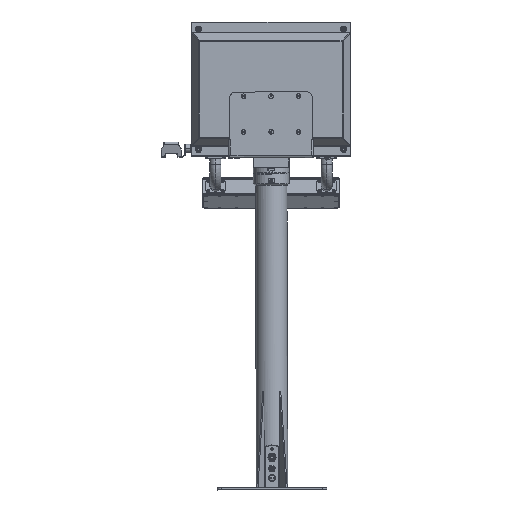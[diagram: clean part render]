
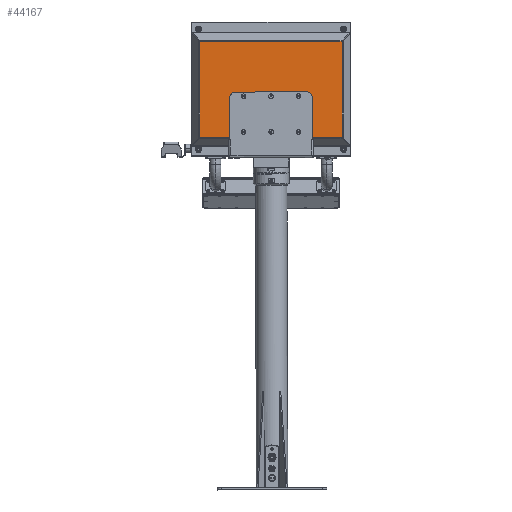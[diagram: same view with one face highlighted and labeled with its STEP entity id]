
A CAD part, top view. The second image highlights one B-rep face of the part: STEP entity #44167.
In plain terms, the highlighted planar face has unit normal (0, 0, 1).
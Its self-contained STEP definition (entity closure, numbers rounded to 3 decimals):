
#2211=DIRECTION('',(1.,0.,0.));
#2212=VECTOR('',#2211,112.117);
#2213=CARTESIAN_POINT('',(146.377,-180.365,191.1));
#2214=LINE('',#2213,#2212);
#2273=DIRECTION('',(1.,0.,0.));
#2274=VECTOR('',#2273,109.871);
#2275=CARTESIAN_POINT('',(-258.495,-180.365,
191.1));
#2276=LINE('',#2275,#2274);
#2292=DIRECTION('',(1.,0.002,0.));
#2293=VECTOR('',#2292,3.);
#2294=CARTESIAN_POINT('',(146.377,-180.138,191.1));
#2295=LINE('',#2294,#2293);
#2296=DIRECTION('',(-0.002,1.,0.));
#2297=VECTOR('',#2296,145.);
#2298=CARTESIAN_POINT('',(149.377,-180.13,191.1));
#2299=LINE('',#2298,#2297);
#2300=CARTESIAN_POINT('',(129.014,-35.181,191.1));
#2301=DIRECTION('',(0.,0.,1.));
#2302=DIRECTION('',(1.,0.002,0.));
#2303=AXIS2_PLACEMENT_3D('',#2300,#2301,#2302);
#2305=DIRECTION('',(-1.,-0.002,0.));
#2306=VECTOR('',#2305,258.);
#2307=CARTESIAN_POINT('',(128.964,-15.181,191.1));
#2308=LINE('',#2307,#2306);
#2309=CARTESIAN_POINT('',(-128.985,-35.826,
191.1));
#2310=DIRECTION('',(0.,0.,1.));
#2311=DIRECTION('',(-0.002,1.,0.));
#2312=AXIS2_PLACEMENT_3D('',#2309,#2310,#2311);
#2314=DIRECTION('',(0.002,-1.,0.));
#2315=VECTOR('',#2314,144.49);
#2316=CARTESIAN_POINT('',(-148.985,-35.876,
191.1));
#2317=LINE('',#2316,#2315);
#2318=CARTESIAN_POINT('',(-260.73,-181.484,
191.1));
#2319=DIRECTION('',(0.,0.,1.));
#2320=DIRECTION('',(0.894,0.447,0.));
#2321=AXIS2_PLACEMENT_3D('',#2318,#2319,#2320);
#2323=CARTESIAN_POINT('',(-260.73,-181.484,
191.1));
#2324=DIRECTION('',(0.,0.,1.));
#2325=DIRECTION('',(0.707,0.707,0.));
#2326=AXIS2_PLACEMENT_3D('',#2323,#2324,#2325);
#2328=CARTESIAN_POINT('',(-260.73,171.977,191.1));
#2329=DIRECTION('',(0.,0.,1.));
#2330=DIRECTION('',(0.447,-0.894,0.));
#2331=AXIS2_PLACEMENT_3D('',#2328,#2329,#2330);
#2333=CARTESIAN_POINT('',(-260.73,171.977,191.1));
#2334=DIRECTION('',(0.,0.,1.));
#2335=DIRECTION('',(0.707,-0.707,0.));
#2336=AXIS2_PLACEMENT_3D('',#2333,#2334,#2335);
#2338=CARTESIAN_POINT('',(260.73,171.977,191.1));
#2339=DIRECTION('',(0.,0.,1.));
#2340=DIRECTION('',(-0.894,-0.447,0.));
#2341=AXIS2_PLACEMENT_3D('',#2338,#2339,#2340);
#2343=CARTESIAN_POINT('',(260.73,171.977,191.1));
#2344=DIRECTION('',(0.,0.,1.));
#2345=DIRECTION('',(-0.707,-0.707,0.));
#2346=AXIS2_PLACEMENT_3D('',#2343,#2344,#2345);
#2348=CARTESIAN_POINT('',(260.73,-181.484,191.1));
#2349=DIRECTION('',(0.,0.,1.));
#2350=DIRECTION('',(-0.447,0.894,0.));
#2351=AXIS2_PLACEMENT_3D('',#2348,#2349,#2350);
#2353=CARTESIAN_POINT('',(260.73,-181.484,191.1));
#2354=DIRECTION('',(0.,0.,1.));
#2355=DIRECTION('',(-0.707,0.707,0.));
#2356=AXIS2_PLACEMENT_3D('',#2353,#2354,#2355);
#2374=DIRECTION('',(0.002,-1.,0.));
#2375=VECTOR('',#2374,0.227);
#2376=CARTESIAN_POINT('',(146.377,-180.138,191.1));
#2377=LINE('',#2376,#2375);
#11190=CARTESIAN_POINT('',(258.495,170.859,191.1));
#11192=DIRECTION('',(-1.,0.,0.));
#11193=VECTOR('',#11192,516.99);
#11194=CARTESIAN_POINT('',(258.495,170.859,191.1));
#11195=LINE('',#11194,#11193);
#11328=DIRECTION('',(0.,-1.,0.));
#11329=VECTOR('',#11328,348.99);
#11330=CARTESIAN_POINT('',(-259.612,169.742,
191.1));
#11331=LINE('',#11330,#11329);
#20434=DIRECTION('',(0.,1.,0.));
#20435=VECTOR('',#20434,348.99);
#20436=CARTESIAN_POINT('',(259.612,-179.248,
191.1));
#20437=LINE('',#20436,#20435);
#38807=VERTEX_POINT('',#11190);
#38808=CARTESIAN_POINT('',(-258.495,170.859,
191.1));
#38809=VERTEX_POINT('',#38808);
#38812=CARTESIAN_POINT('',(-258.963,170.21,
191.1));
#38813=VERTEX_POINT('',#38812);
#38816=CARTESIAN_POINT('',(146.377,-180.138,
191.1));
#38817=CARTESIAN_POINT('',(149.377,-180.13,
191.1));
#38818=VERTEX_POINT('',#38816);
#38819=VERTEX_POINT('',#38817);
#38820=CARTESIAN_POINT('',(149.014,-35.131,
191.1));
#38821=VERTEX_POINT('',#38820);
#38822=CARTESIAN_POINT('',(128.964,-15.181,
191.1));
#38823=VERTEX_POINT('',#38822);
#38824=CARTESIAN_POINT('',(-129.035,-15.826,
191.1));
#38825=VERTEX_POINT('',#38824);
#38826=CARTESIAN_POINT('',(-148.985,-35.876,
191.1));
#38827=VERTEX_POINT('',#38826);
#38828=CARTESIAN_POINT('',(-148.624,-180.365,
191.1));
#38829=VERTEX_POINT('',#38828);
#38830=CARTESIAN_POINT('',(-258.495,-180.365,
191.1));
#38831=VERTEX_POINT('',#38830);
#38832=CARTESIAN_POINT('',(-258.963,-179.716,
191.1));
#38833=VERTEX_POINT('',#38832);
#38834=CARTESIAN_POINT('',(-259.612,-179.248,
191.1));
#38835=VERTEX_POINT('',#38834);
#38836=CARTESIAN_POINT('',(-259.612,169.742,
191.1));
#38837=VERTEX_POINT('',#38836);
#38838=CARTESIAN_POINT('',(258.963,170.21,191.1));
#38839=VERTEX_POINT('',#38838);
#38840=CARTESIAN_POINT('',(259.612,169.742,191.1));
#38841=VERTEX_POINT('',#38840);
#38842=CARTESIAN_POINT('',(259.612,-179.248,
191.1));
#38843=VERTEX_POINT('',#38842);
#38844=CARTESIAN_POINT('',(258.963,-179.716,
191.1));
#38845=VERTEX_POINT('',#38844);
#38846=CARTESIAN_POINT('',(258.495,-180.365,
191.1));
#38847=VERTEX_POINT('',#38846);
#38848=CARTESIAN_POINT('',(146.377,-180.365,
191.1));
#38849=VERTEX_POINT('',#38848);
#44123=CARTESIAN_POINT('',(-290.5,-182.386,191.1));
#44124=DIRECTION('',(0.,0.,1.));
#44125=DIRECTION('',(0.,1.,0.));
#44126=AXIS2_PLACEMENT_3D('',#44123,#44124,#44125);
#44127=PLANE('',#44126);
#44129=ORIENTED_EDGE('',*,*,#44128,.T.);
#44131=ORIENTED_EDGE('',*,*,#44130,.T.);
#44133=ORIENTED_EDGE('',*,*,#44132,.T.);
#44135=ORIENTED_EDGE('',*,*,#44134,.T.);
#44137=ORIENTED_EDGE('',*,*,#44136,.T.);
#44138=ORIENTED_EDGE('',*,*,#44105,.T.);
#44139=ORIENTED_EDGE('',*,*,#44087,.F.);
#44141=ORIENTED_EDGE('',*,*,#44140,.T.);
#44143=ORIENTED_EDGE('',*,*,#44142,.T.);
#44145=ORIENTED_EDGE('',*,*,#44144,.F.);
#44147=ORIENTED_EDGE('',*,*,#44146,.T.);
#44149=ORIENTED_EDGE('',*,*,#44148,.T.);
#44151=ORIENTED_EDGE('',*,*,#44150,.F.);
#44153=ORIENTED_EDGE('',*,*,#44152,.T.);
#44155=ORIENTED_EDGE('',*,*,#44154,.T.);
#44157=ORIENTED_EDGE('',*,*,#44156,.F.);
#44159=ORIENTED_EDGE('',*,*,#44158,.T.);
#44161=ORIENTED_EDGE('',*,*,#44160,.T.);
#44162=ORIENTED_EDGE('',*,*,#44081,.F.);
#44164=ORIENTED_EDGE('',*,*,#44163,.F.);
#44165=EDGE_LOOP('',(#44129,#44131,#44133,#44135,#44137,#44138,#44139,#44141,
#44143,#44145,#44147,#44149,#44151,#44153,#44155,#44157,#44159,#44161,#44162,
#44164));
#44166=FACE_OUTER_BOUND('',#44165,.F.);
#44167=ADVANCED_FACE('',(#44166),#44127,.T.);
#2304=CIRCLE('',#2303,20.);
#2313=CIRCLE('',#2312,20.);
#2322=CIRCLE('',#2321,2.5);
#2327=CIRCLE('',#2326,2.5);
#2332=CIRCLE('',#2331,2.5);
#2337=CIRCLE('',#2336,2.5);
#2342=CIRCLE('',#2341,2.5);
#2347=CIRCLE('',#2346,2.5);
#2352=CIRCLE('',#2351,2.5);
#2357=CIRCLE('',#2356,2.5);
#44081=EDGE_CURVE('',#38849,#38847,#2214,.T.);
#44087=EDGE_CURVE('',#38831,#38829,#2276,.T.);
#44105=EDGE_CURVE('',#38827,#38829,#2317,.T.);
#44128=EDGE_CURVE('',#38818,#38819,#2295,.T.);
#44130=EDGE_CURVE('',#38819,#38821,#2299,.T.);
#44132=EDGE_CURVE('',#38821,#38823,#2304,.T.);
#44134=EDGE_CURVE('',#38823,#38825,#2308,.T.);
#44136=EDGE_CURVE('',#38825,#38827,#2313,.T.);
#44140=EDGE_CURVE('',#38831,#38833,#2322,.T.);
#44142=EDGE_CURVE('',#38833,#38835,#2327,.T.);
#44144=EDGE_CURVE('',#38837,#38835,#11331,.T.);
#44146=EDGE_CURVE('',#38837,#38813,#2332,.T.);
#44148=EDGE_CURVE('',#38813,#38809,#2337,.T.);
#44150=EDGE_CURVE('',#38807,#38809,#11195,.T.);
#44152=EDGE_CURVE('',#38807,#38839,#2342,.T.);
#44154=EDGE_CURVE('',#38839,#38841,#2347,.T.);
#44156=EDGE_CURVE('',#38843,#38841,#20437,.T.);
#44158=EDGE_CURVE('',#38843,#38845,#2352,.T.);
#44160=EDGE_CURVE('',#38845,#38847,#2357,.T.);
#44163=EDGE_CURVE('',#38818,#38849,#2377,.T.);
